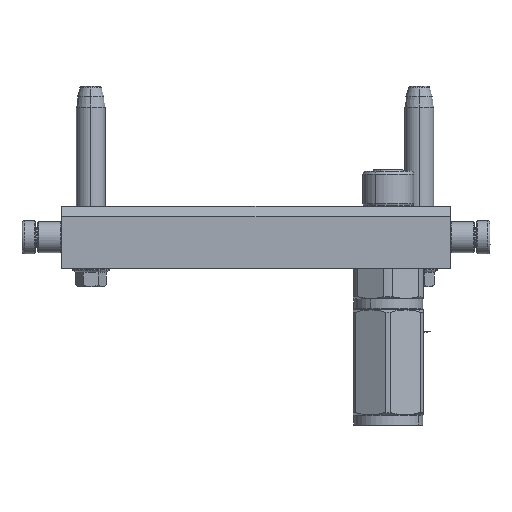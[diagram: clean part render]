
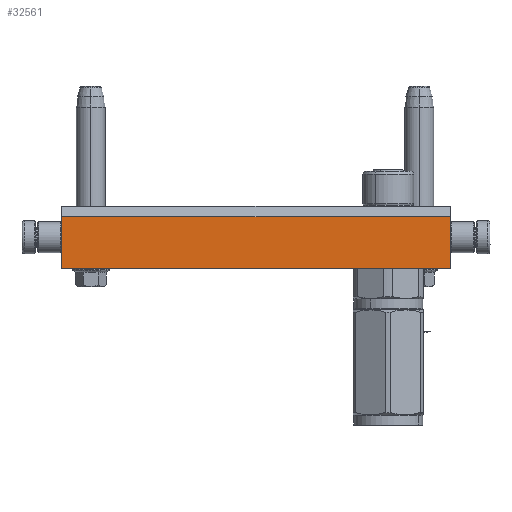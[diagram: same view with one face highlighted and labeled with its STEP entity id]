
A CAD part, left-side view. The second image highlights one B-rep face of the part: STEP entity #32561.
In plain terms, the highlighted face is planar.
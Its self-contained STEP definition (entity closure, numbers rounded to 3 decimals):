
#256 = DIRECTION ( 'NONE',  ( 0., 1., 0. ) ) ;
#274 = LINE ( 'NONE', #10132, #36993 ) ;
#694 = LINE ( 'NONE', #37464, #10412 ) ;
#841 = CARTESIAN_POINT ( 'NONE',  ( 94., 15., -45. ) ) ;
#1939 = CARTESIAN_POINT ( 'NONE',  ( 94., -10., -45. ) ) ;
#5397 = FACE_OUTER_BOUND ( 'NONE', #25159, .T. ) ;
#7863 = DIRECTION ( 'NONE',  ( 0., 1., 0. ) ) ;
#8049 = CARTESIAN_POINT ( 'NONE',  ( -94., 15., -45. ) ) ;
#8612 = ORIENTED_EDGE ( 'NONE', *, *, #41085, .F. ) ;
#10132 = CARTESIAN_POINT ( 'NONE',  ( -94., -10., -45. ) ) ;
#10412 = VECTOR ( 'NONE', #17975, 1000. ) ;
#11103 = ORIENTED_EDGE ( 'NONE', *, *, #38249, .F. ) ;
#12432 = VERTEX_POINT ( 'NONE', #34961 ) ;
#12823 = ORIENTED_EDGE ( 'NONE', *, *, #12977, .F. ) ;
#12977 = EDGE_CURVE ( 'NONE', #27051, #36090, #694, .T. ) ;
#14560 = LINE ( 'NONE', #19785, #34962 ) ;
#16194 = ORIENTED_EDGE ( 'NONE', *, *, #38226, .T. ) ;
#17975 = DIRECTION ( 'NONE',  ( -1., 0., 0. ) ) ;
#19785 = CARTESIAN_POINT ( 'NONE',  ( -94., -10., -45. ) ) ;
#20898 = VECTOR ( 'NONE', #7863, 1000. ) ;
#24742 = CARTESIAN_POINT ( 'NONE',  ( 94., -15., -45. ) ) ;
#25159 = EDGE_LOOP ( 'NONE', ( #16194, #12823, #8612, #11103 ) ) ;
#25318 = CARTESIAN_POINT ( 'NONE',  ( 94., -10., -45. ) ) ;
#27051 = VERTEX_POINT ( 'NONE', #841 ) ;
#28294 = DIRECTION ( 'NONE',  ( -1., 0., 0. ) ) ;
#29230 = VERTEX_POINT ( 'NONE', #25318 ) ;
#29791 = DIRECTION ( 'NONE',  ( 1., 0., 0. ) ) ;
#32561 = ADVANCED_FACE ( 'NONE', ( #5397 ), #38348, .T. ) ;
#33144 = LINE ( 'NONE', #1939, #20898 ) ;
#34527 = DIRECTION ( 'NONE',  ( 0., 0., -1. ) ) ;
#34961 = CARTESIAN_POINT ( 'NONE',  ( -94., -10., -45. ) ) ;
#34962 = VECTOR ( 'NONE', #256, 1000. ) ;
#36090 = VERTEX_POINT ( 'NONE', #8049 ) ;
#36993 = VECTOR ( 'NONE', #29791, 1000. ) ;
#37464 = CARTESIAN_POINT ( 'NONE',  ( 94., 15., -45. ) ) ;
#38226 = EDGE_CURVE ( 'NONE', #12432, #36090, #14560, .T. ) ;
#38249 = EDGE_CURVE ( 'NONE', #12432, #29230, #274, .T. ) ;
#38348 = PLANE ( 'NONE',  #38956 ) ;
#38956 = AXIS2_PLACEMENT_3D ( 'NONE', #24742, #34527, #28294 ) ;
#41085 = EDGE_CURVE ( 'NONE', #29230, #27051, #33144, .T. ) ;
